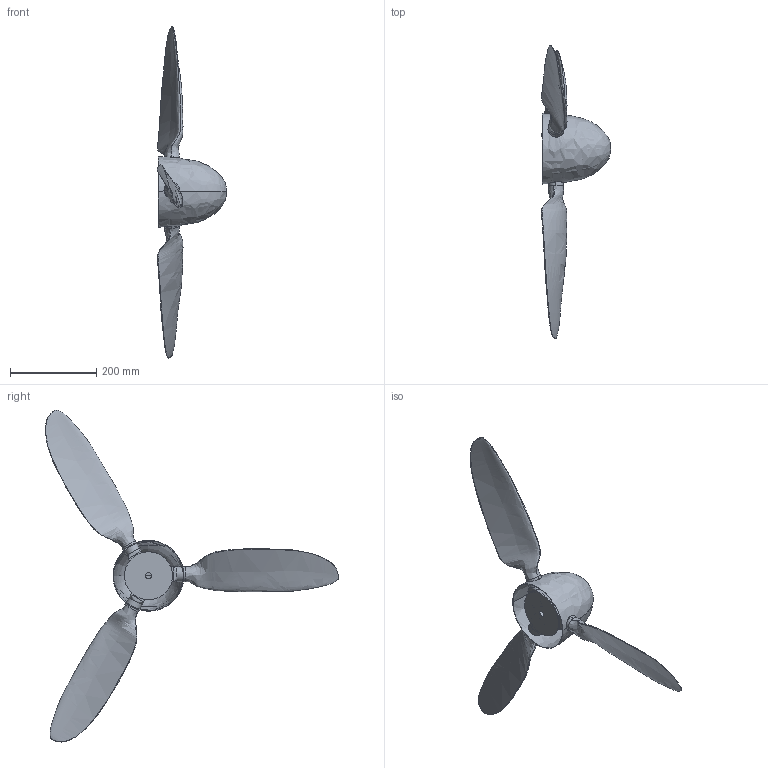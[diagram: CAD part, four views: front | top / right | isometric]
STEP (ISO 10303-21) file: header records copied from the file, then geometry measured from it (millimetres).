
FILE_DESCRIPTION (( 'STEP AP214' ), '1' );
FILE_NAME ('FW190 D9.STEP', '2021-07-08T08:24:35', ( '' ), ( '' ), 'SwSTEP 2.0', 'SolidWorks 2014', '' );
FILE_SCHEMA (( 'AUTOMOTIVE_DESIGN' ));
Length unit declared in the file: millimetre
Products named in the file (1): FW190 D9
Bounding box: 160.17 x 678.28 x 768.57 mm (x, y, z)
Volume: 1185693.3 mm3; surface area: 411283 mm2
Topology: 6 solids, 6 shells, 75 faces, 183 edges, 117 vertices
Faces by surface type: plane 27, bspline 25, cylinder 23
Entity records: 17222 total; most frequent: CARTESIAN_POINT 15510, ORIENTED_EDGE 362, DIRECTION 277, EDGE_CURVE 181, VERTEX_POINT 117, AXIS2_PLACEMENT_3D 100, EDGE_LOOP 84, VECTOR 77
